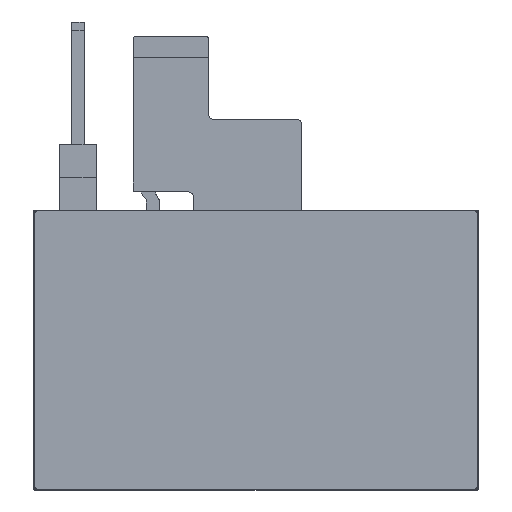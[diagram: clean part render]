
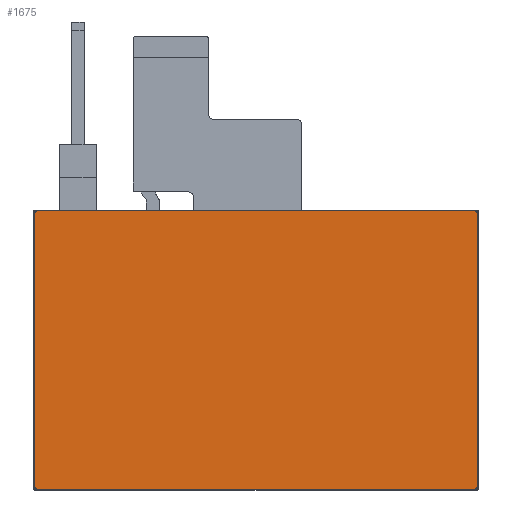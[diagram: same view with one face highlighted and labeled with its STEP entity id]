
A CAD part, front view. The second image highlights one B-rep face of the part: STEP entity #1675.
In plain terms, the highlighted planar face has unit normal (0, -1, 0).
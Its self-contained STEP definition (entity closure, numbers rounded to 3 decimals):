
#354=CARTESIAN_POINT('',(-59.35,0.,39.09));
#355=DIRECTION('',(0.,-1.,0.));
#356=DIRECTION('',(0.,0.,1.));
#357=AXIS2_PLACEMENT_3D('',#354,#355,#356);
#359=DIRECTION('',(1.,0.,0.));
#360=VECTOR('',#359,118.7);
#361=CARTESIAN_POINT('',(-59.35,0.,40.09));
#362=LINE('',#361,#360);
#363=CARTESIAN_POINT('',(59.35,0.,39.09));
#364=DIRECTION('',(0.,-1.,0.));
#365=DIRECTION('',(1.,0.,0.));
#366=AXIS2_PLACEMENT_3D('',#363,#364,#365);
#368=DIRECTION('',(0.,0.,-1.));
#369=VECTOR('',#368,73.8);
#370=CARTESIAN_POINT('',(60.35,0.,39.09));
#371=LINE('',#370,#369);
#372=CARTESIAN_POINT('',(59.35,0.,-34.71));
#373=DIRECTION('',(0.,-1.,0.));
#374=DIRECTION('',(0.,0.,-1.));
#375=AXIS2_PLACEMENT_3D('',#372,#373,#374);
#377=DIRECTION('',(-1.,0.,0.));
#378=VECTOR('',#377,118.7);
#379=CARTESIAN_POINT('',(59.35,0.,-35.71));
#380=LINE('',#379,#378);
#381=CARTESIAN_POINT('',(-59.35,0.,-34.71));
#382=DIRECTION('',(0.,-1.,0.));
#383=DIRECTION('',(-1.,0.,0.));
#384=AXIS2_PLACEMENT_3D('',#381,#382,#383);
#386=DIRECTION('',(0.,0.,1.));
#387=VECTOR('',#386,73.8);
#388=CARTESIAN_POINT('',(-60.35,0.,-34.71));
#389=LINE('',#388,#387);
#934=CARTESIAN_POINT('',(-59.35,0.,40.09));
#935=CARTESIAN_POINT('',(-60.35,0.,39.09));
#936=VERTEX_POINT('',#934);
#937=VERTEX_POINT('',#935);
#942=CARTESIAN_POINT('',(60.35,0.,39.09));
#943=CARTESIAN_POINT('',(59.35,0.,40.09));
#944=VERTEX_POINT('',#942);
#945=VERTEX_POINT('',#943);
#950=CARTESIAN_POINT('',(59.35,0.,-35.71));
#951=CARTESIAN_POINT('',(60.35,0.,-34.71));
#952=VERTEX_POINT('',#950);
#953=VERTEX_POINT('',#951);
#958=CARTESIAN_POINT('',(-60.35,0.,-34.71));
#959=CARTESIAN_POINT('',(-59.35,0.,-35.71));
#960=VERTEX_POINT('',#958);
#961=VERTEX_POINT('',#959);
#1653=CARTESIAN_POINT('',(0.,0.,0.));
#1654=DIRECTION('',(0.,1.,0.));
#1655=DIRECTION('',(1.,0.,0.));
#1656=AXIS2_PLACEMENT_3D('',#1653,#1654,#1655);
#1657=PLANE('',#1656);
#1658=ORIENTED_EDGE('',*,*,#1643,.F.);
#1660=ORIENTED_EDGE('',*,*,#1659,.T.);
#1662=ORIENTED_EDGE('',*,*,#1661,.F.);
#1664=ORIENTED_EDGE('',*,*,#1663,.T.);
#1666=ORIENTED_EDGE('',*,*,#1665,.F.);
#1668=ORIENTED_EDGE('',*,*,#1667,.T.);
#1670=ORIENTED_EDGE('',*,*,#1669,.F.);
#1672=ORIENTED_EDGE('',*,*,#1671,.T.);
#1673=EDGE_LOOP('',(#1658,#1660,#1662,#1664,#1666,#1668,#1670,#1672));
#1674=FACE_OUTER_BOUND('',#1673,.F.);
#358=CIRCLE('',#357,1.);
#367=CIRCLE('',#366,1.);
#376=CIRCLE('',#375,1.);
#385=CIRCLE('',#384,1.);
#1643=EDGE_CURVE('',#936,#937,#358,.T.);
#1659=EDGE_CURVE('',#936,#945,#362,.T.);
#1661=EDGE_CURVE('',#944,#945,#367,.T.);
#1663=EDGE_CURVE('',#944,#953,#371,.T.);
#1665=EDGE_CURVE('',#952,#953,#376,.T.);
#1667=EDGE_CURVE('',#952,#961,#380,.T.);
#1669=EDGE_CURVE('',#960,#961,#385,.T.);
#1671=EDGE_CURVE('',#960,#937,#389,.T.);
#1675=ADVANCED_FACE('',(#1674),#1657,.F.);
